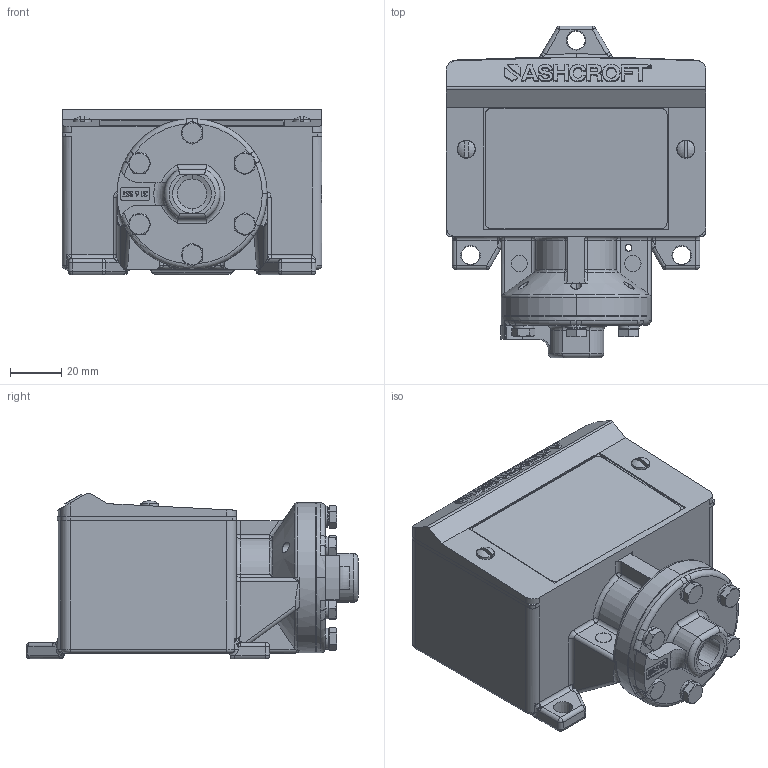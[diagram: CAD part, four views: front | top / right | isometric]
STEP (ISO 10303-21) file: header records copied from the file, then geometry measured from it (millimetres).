
FILE_DESCRIPTION (( 'STEP AP214' ), '1' );
FILE_NAME ('B424B30IMV.STEP', '2025-04-21T15:30:51', ( '' ), ( '' ), 'SwSTEP 2.0', 'SolidWorks 2021', '' );
FILE_SCHEMA (( 'AUTOMOTIVE_DESIGN' ));
Length unit declared in the file: inch
Products named in the file (1): B424B30IMV
Bounding box: 101.66 x 129.82 x 64.89 mm (x, y, z)
Volume: 468188.7 mm3; surface area: 54523.7 mm2
Topology: 2 solids, 2 shells, 1259 faces, 3420 edges, 2159 vertices
Faces by surface type: cylinder 472, plane 345, bspline 262, cone 90, torus 56, sphere 34
Entity records: 91240 total; most frequent: CARTESIAN_POINT 63698, ORIENTED_EDGE 6758, DIRECTION 4384, EDGE_CURVE 3379, VERTEX_POINT 2153, AXIS2_PLACEMENT_3D 1521, LINE 1342, VECTOR 1342
